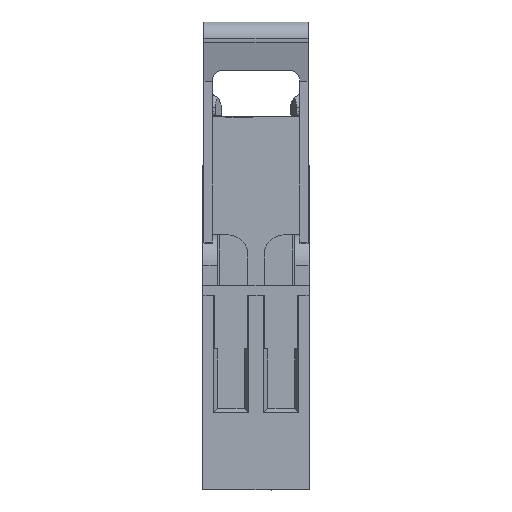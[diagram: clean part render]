
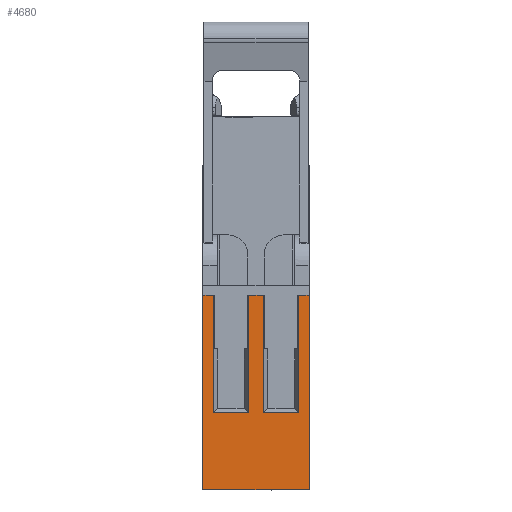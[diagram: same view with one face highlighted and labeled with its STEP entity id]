
A CAD part, front view. The second image highlights one B-rep face of the part: STEP entity #4680.
In plain terms, the highlighted planar face has unit normal (0, -1, 0).
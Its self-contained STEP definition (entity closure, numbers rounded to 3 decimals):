
#4605=AXIS2_PLACEMENT_3D('Plane Axis2P3D',#4602,#4603,#4604) ;
#907=CARTESIAN_POINT('Vertex',(15.8,0.,29.)) ;
#910=CARTESIAN_POINT('Line Origine',(15.8,0.,14.5)) ;
#914=CARTESIAN_POINT('Vertex',(15.8,0.,0.)) ;
#1264=CARTESIAN_POINT('Vertex',(0.,0.,0.)) ;
#1267=CARTESIAN_POINT('Line Origine',(0.,0.,14.5)) ;
#1271=CARTESIAN_POINT('Vertex',(0.,0.,29.)) ;
#4572=CARTESIAN_POINT('Vertex',(14.285,0.,29.)) ;
#4575=CARTESIAN_POINT('Line Origine',(15.043,0.,29.)) ;
#4602=CARTESIAN_POINT('Axis2P3D Location',(0.,0.,29.)) ;
#4607=CARTESIAN_POINT('Line Origine',(7.9,0.,0.)) ;
#4612=CARTESIAN_POINT('Line Origine',(14.285,0.,20.282)) ;
#4616=CARTESIAN_POINT('Vertex',(14.285,0.,11.565)) ;
#4619=CARTESIAN_POINT('Line Origine',(11.65,0.,11.565)) ;
#4623=CARTESIAN_POINT('Vertex',(9.015,0.,11.565)) ;
#4626=CARTESIAN_POINT('Line Origine',(9.015,0.,20.282)) ;
#4630=CARTESIAN_POINT('Vertex',(9.015,0.,29.)) ;
#4633=CARTESIAN_POINT('Line Origine',(7.9,0.,29.)) ;
#4637=CARTESIAN_POINT('Vertex',(6.785,0.,29.)) ;
#4640=CARTESIAN_POINT('Line Origine',(6.785,0.,20.282)) ;
#4644=CARTESIAN_POINT('Vertex',(6.785,0.,11.565)) ;
#4647=CARTESIAN_POINT('Line Origine',(4.15,0.,11.565)) ;
#4651=CARTESIAN_POINT('Vertex',(1.515,0.,11.565)) ;
#4654=CARTESIAN_POINT('Line Origine',(1.515,0.,20.282)) ;
#4658=CARTESIAN_POINT('Vertex',(1.515,0.,29.)) ;
#4661=CARTESIAN_POINT('Line Origine',(0.757,0.,29.)) ;
#911=DIRECTION('Vector Direction',(0.,0.,-1.)) ;
#1268=DIRECTION('Vector Direction',(0.,0.,-1.)) ;
#4576=DIRECTION('Vector Direction',(-1.,0.,0.)) ;
#4603=DIRECTION('Axis2P3D Direction',(0.,-1.,-0.)) ;
#4604=DIRECTION('Axis2P3D XDirection',(0.,0.,-1.)) ;
#4608=DIRECTION('Vector Direction',(-1.,0.,0.)) ;
#4613=DIRECTION('Vector Direction',(0.,0.,-1.)) ;
#4620=DIRECTION('Vector Direction',(1.,0.,0.)) ;
#4627=DIRECTION('Vector Direction',(0.,0.,-1.)) ;
#4634=DIRECTION('Vector Direction',(-1.,0.,0.)) ;
#4641=DIRECTION('Vector Direction',(0.,0.,-1.)) ;
#4648=DIRECTION('Vector Direction',(1.,0.,0.)) ;
#4655=DIRECTION('Vector Direction',(0.,0.,-1.)) ;
#4662=DIRECTION('Vector Direction',(-1.,0.,0.)) ;
#912=VECTOR('Line Direction',#911,1.) ;
#1269=VECTOR('Line Direction',#1268,1.) ;
#4577=VECTOR('Line Direction',#4576,1.) ;
#4609=VECTOR('Line Direction',#4608,1.) ;
#4614=VECTOR('Line Direction',#4613,1.) ;
#4621=VECTOR('Line Direction',#4620,1.) ;
#4628=VECTOR('Line Direction',#4627,1.) ;
#4635=VECTOR('Line Direction',#4634,1.) ;
#4642=VECTOR('Line Direction',#4641,1.) ;
#4649=VECTOR('Line Direction',#4648,1.) ;
#4656=VECTOR('Line Direction',#4655,1.) ;
#4663=VECTOR('Line Direction',#4662,1.) ;
#4667=ORIENTED_EDGE('',*,*,#4611,.F.) ;
#4668=ORIENTED_EDGE('',*,*,#916,.F.) ;
#4669=ORIENTED_EDGE('',*,*,#4579,.F.) ;
#4670=ORIENTED_EDGE('',*,*,#4618,.T.) ;
#4671=ORIENTED_EDGE('',*,*,#4625,.F.) ;
#4672=ORIENTED_EDGE('',*,*,#4632,.F.) ;
#4673=ORIENTED_EDGE('',*,*,#4639,.F.) ;
#4674=ORIENTED_EDGE('',*,*,#4646,.T.) ;
#4675=ORIENTED_EDGE('',*,*,#4653,.F.) ;
#4676=ORIENTED_EDGE('',*,*,#4660,.F.) ;
#4677=ORIENTED_EDGE('',*,*,#4665,.T.) ;
#4678=ORIENTED_EDGE('',*,*,#1273,.T.) ;
#4680=ADVANCED_FACE('SOCKEL',(#4679),#4606,.T.) ;
#916=EDGE_CURVE('',#908,#915,#913,.T.) ;
#1273=EDGE_CURVE('',#1272,#1265,#1270,.T.) ;
#4579=EDGE_CURVE('',#4573,#908,#4578,.F.) ;
#4611=EDGE_CURVE('',#915,#1265,#4610,.T.) ;
#4618=EDGE_CURVE('',#4573,#4617,#4615,.T.) ;
#4625=EDGE_CURVE('',#4624,#4617,#4622,.T.) ;
#4632=EDGE_CURVE('',#4631,#4624,#4629,.T.) ;
#4639=EDGE_CURVE('',#4638,#4631,#4636,.F.) ;
#4646=EDGE_CURVE('',#4638,#4645,#4643,.T.) ;
#4653=EDGE_CURVE('',#4652,#4645,#4650,.T.) ;
#4660=EDGE_CURVE('',#4659,#4652,#4657,.T.) ;
#4665=EDGE_CURVE('',#4659,#1272,#4664,.T.) ;
#4666=EDGE_LOOP('',(#4667,#4668,#4669,#4670,#4671,#4672,#4673,#4674,#4675,#4676,#4677,#4678)) ;
#4679=FACE_OUTER_BOUND('',#4666,.T.) ;
#913=LINE('Line',#910,#912) ;
#1270=LINE('Line',#1267,#1269) ;
#4578=LINE('Line',#4575,#4577) ;
#4610=LINE('Line',#4607,#4609) ;
#4615=LINE('Line',#4612,#4614) ;
#4622=LINE('Line',#4619,#4621) ;
#4629=LINE('Line',#4626,#4628) ;
#4636=LINE('Line',#4633,#4635) ;
#4643=LINE('Line',#4640,#4642) ;
#4650=LINE('Line',#4647,#4649) ;
#4657=LINE('Line',#4654,#4656) ;
#4664=LINE('Line',#4661,#4663) ;
#4606=PLANE('',#4605) ;
#908=VERTEX_POINT('',#907) ;
#915=VERTEX_POINT('',#914) ;
#1265=VERTEX_POINT('',#1264) ;
#1272=VERTEX_POINT('',#1271) ;
#4573=VERTEX_POINT('',#4572) ;
#4617=VERTEX_POINT('',#4616) ;
#4624=VERTEX_POINT('',#4623) ;
#4631=VERTEX_POINT('',#4630) ;
#4638=VERTEX_POINT('',#4637) ;
#4645=VERTEX_POINT('',#4644) ;
#4652=VERTEX_POINT('',#4651) ;
#4659=VERTEX_POINT('',#4658) ;
